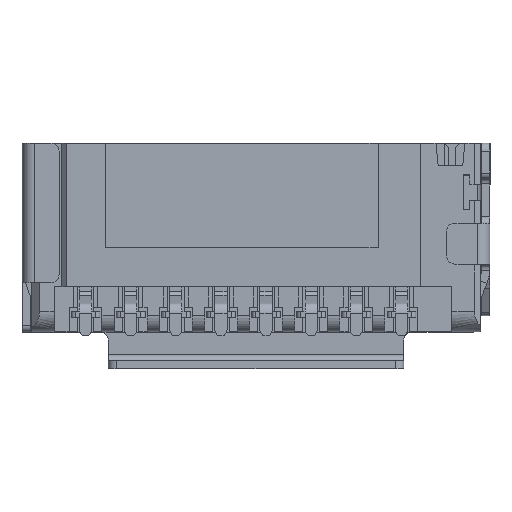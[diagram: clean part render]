
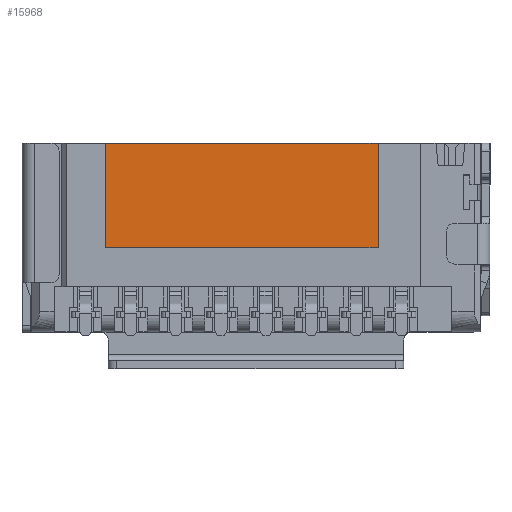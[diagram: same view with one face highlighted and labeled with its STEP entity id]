
A CAD part, top view. The second image highlights one B-rep face of the part: STEP entity #15968.
In plain terms, the highlighted free-form (B-spline) face has degree [1, 1] with [2, 2] control points.
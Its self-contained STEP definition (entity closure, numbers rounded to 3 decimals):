
#1325 = CARTESIAN_POINT ( 'NONE',  ( 2.975, 4.6, -0.8 ) ) ;
#1596 = FACE_OUTER_BOUND ( 'NONE', #3031, .T. ) ;
#3031 = EDGE_LOOP ( 'NONE', ( #19749, #30539, #13851, #15718 ) ) ;
#3931 = VERTEX_POINT ( 'NONE', #10437 ) ;
#4049 = VERTEX_POINT ( 'NONE', #14483 ) ;
#5838 = LINE ( 'NONE', #6626, #29490 ) ;
#6376 = VECTOR ( 'NONE', #23758, 1000. ) ;
#6626 = CARTESIAN_POINT ( 'NONE',  ( -3.675, 4.6, -0.8 ) ) ;
#7655 = LINE ( 'NONE', #1325, #35319 ) ;
#8317 = CARTESIAN_POINT ( 'NONE',  ( -3.675, 2.05, -0.8 ) ) ;
#9123 = CARTESIAN_POINT ( 'NONE',  ( 2.975, 2.05, -0.8 ) ) ;
#10437 = CARTESIAN_POINT ( 'NONE',  ( 2.975, 4.6, -0.8 ) ) ;
#10808 = B_SPLINE_SURFACE_WITH_KNOTS ( 'NONE', 1, 1, ( 
 ( #35355, #26219 ),
 ( #25822, #32896 ) ),
 .UNSPECIFIED., .F., .F., .F.,
 ( 2, 2 ),
 ( 2, 2 ),
 ( -3.458, 3.458 ),
 ( -1.326, 1.326 ),
 .UNSPECIFIED. ) ;
#11755 = LINE ( 'NONE', #8317, #6376 ) ;
#13851 = ORIENTED_EDGE ( 'NONE', *, *, #17557, .F. ) ;
#14483 = CARTESIAN_POINT ( 'NONE',  ( -3.675, 4.6, -0.8 ) ) ;
#15718 = ORIENTED_EDGE ( 'NONE', *, *, #21900, .F. ) ;
#15968 = ADVANCED_FACE ( 'NONE', ( #1596 ), #10808, .T. ) ;
#17557 = EDGE_CURVE ( 'NONE', #26760, #27833, #24764, .T. ) ;
#19749 = ORIENTED_EDGE ( 'NONE', *, *, #21735, .F. ) ;
#21735 = EDGE_CURVE ( 'NONE', #4049, #3931, #5838, .T. ) ;
#21900 = EDGE_CURVE ( 'NONE', #3931, #26760, #7655, .T. ) ;
#23758 = DIRECTION ( 'NONE',  ( 0., 1., 0. ) ) ;
#24764 = LINE ( 'NONE', #9123, #31647 ) ;
#25338 = DIRECTION ( 'NONE',  ( 0., -1., 0. ) ) ;
#25822 = CARTESIAN_POINT ( 'NONE',  ( -3.808, 4.651, -0.8 ) ) ;
#26219 = CARTESIAN_POINT ( 'NONE',  ( 3.108, 1.999, -0.8 ) ) ;
#26760 = VERTEX_POINT ( 'NONE', #39710 ) ;
#27833 = VERTEX_POINT ( 'NONE', #37854 ) ;
#29490 = VECTOR ( 'NONE', #36728, 1000. ) ;
#30539 = ORIENTED_EDGE ( 'NONE', *, *, #39795, .F. ) ;
#31647 = VECTOR ( 'NONE', #37153, 1000. ) ;
#32896 = CARTESIAN_POINT ( 'NONE',  ( -3.808, 1.999, -0.8 ) ) ;
#35319 = VECTOR ( 'NONE', #25338, 1000. ) ;
#35355 = CARTESIAN_POINT ( 'NONE',  ( 3.108, 4.651, -0.8 ) ) ;
#36728 = DIRECTION ( 'NONE',  ( 1., 0., 0. ) ) ;
#37153 = DIRECTION ( 'NONE',  ( -1., 0., 0. ) ) ;
#37854 = CARTESIAN_POINT ( 'NONE',  ( -3.675, 2.05, -0.8 ) ) ;
#39710 = CARTESIAN_POINT ( 'NONE',  ( 2.975, 2.05, -0.8 ) ) ;
#39795 = EDGE_CURVE ( 'NONE', #27833, #4049, #11755, .T. ) ;
